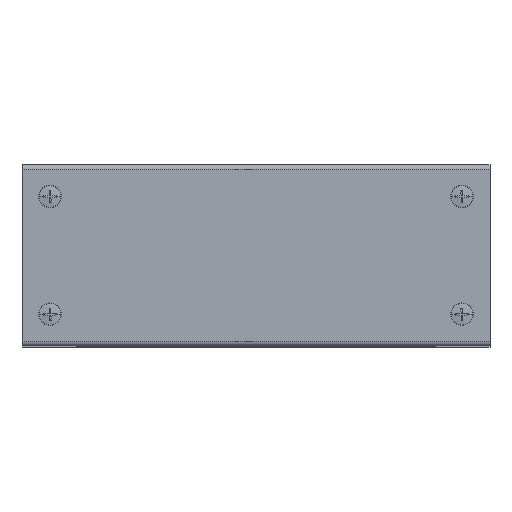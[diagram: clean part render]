
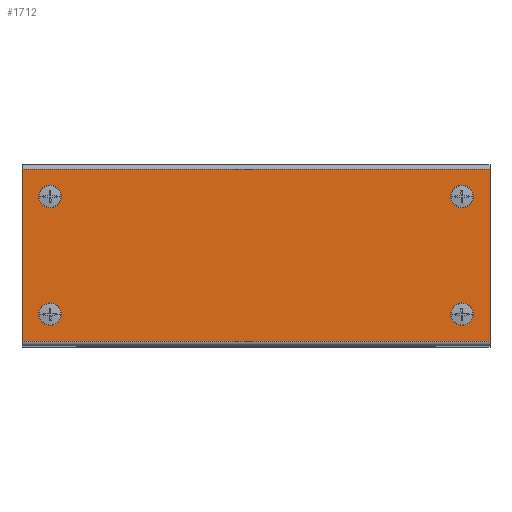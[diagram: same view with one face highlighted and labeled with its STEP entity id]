
A CAD part, top view. The second image highlights one B-rep face of the part: STEP entity #1712.
In plain terms, the highlighted planar face has unit normal (0, 0, 1).
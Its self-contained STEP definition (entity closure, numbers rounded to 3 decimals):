
#27 = ORIENTED_EDGE ( 'NONE', *, *, #1699, .T. ) ;
#65 = CARTESIAN_POINT ( 'NONE',  ( 247., -17.5, 1.5 ) ) ;
#72 = CARTESIAN_POINT ( 'NONE',  ( 239., -17.5, 1.5 ) ) ;
#78 = ORIENTED_EDGE ( 'NONE', *, *, #383, .F. ) ;
#99 = CARTESIAN_POINT ( 'NONE',  ( 19.5, -17.5, 1.5 ) ) ;
#155 = DIRECTION ( 'NONE',  ( 1., 0., 0. ) ) ;
#172 = CIRCLE ( 'NONE', #2851, 4. ) ;
#287 = CARTESIAN_POINT ( 'NONE',  ( 243., -82.5, 1.5 ) ) ;
#325 = DIRECTION ( 'NONE',  ( 0., 0., 1. ) ) ;
#347 = EDGE_CURVE ( 'NONE', #2285, #3067, #1050, .T. ) ;
#349 = DIRECTION ( 'NONE',  ( 0., -1., 0. ) ) ;
#355 = VERTEX_POINT ( 'NONE', #65 ) ;
#358 = CARTESIAN_POINT ( 'NONE',  ( 243., -17.5, 1.5 ) ) ;
#383 = EDGE_CURVE ( 'NONE', #2401, #2878, #562, .T. ) ;
#391 = EDGE_CURVE ( 'NONE', #395, #2285, #1796, .T. ) ;
#395 = VERTEX_POINT ( 'NONE', #2073 ) ;
#406 = DIRECTION ( 'NONE',  ( -1., 0., 0. ) ) ;
#409 = ORIENTED_EDGE ( 'NONE', *, *, #2199, .F. ) ;
#417 = FACE_BOUND ( 'NONE', #2178, .T. ) ;
#439 = EDGE_CURVE ( 'NONE', #2039, #515, #853, .T. ) ;
#448 = LINE ( 'NONE', #2630, #1827 ) ;
#464 = FACE_BOUND ( 'NONE', #2246, .T. ) ;
#505 = VERTEX_POINT ( 'NONE', #72 ) ;
#515 = VERTEX_POINT ( 'NONE', #2993 ) ;
#541 = DIRECTION ( 'NONE',  ( 0., 0., 1. ) ) ;
#556 = EDGE_LOOP ( 'NONE', ( #1581, #2658, #2881, #27 ) ) ;
#562 = CIRCLE ( 'NONE', #1259, 4. ) ;
#564 = CARTESIAN_POINT ( 'NONE',  ( 0., -97.5, 1.5 ) ) ;
#573 = DIRECTION ( 'NONE',  ( 1., 0., 0. ) ) ;
#613 = DIRECTION ( 'NONE',  ( 0., 1., 0. ) ) ;
#622 = CARTESIAN_POINT ( 'NONE',  ( 11.5, -17.5, 1.5 ) ) ;
#624 = EDGE_CURVE ( 'NONE', #1845, #1839, #2142, .T. ) ;
#652 = CARTESIAN_POINT ( 'NONE',  ( 0., -97.5, 1.5 ) ) ;
#755 = CARTESIAN_POINT ( 'NONE',  ( 11.5, -82.5, 1.5 ) ) ;
#779 = EDGE_CURVE ( 'NONE', #3067, #2381, #1882, .T. ) ;
#812 = ORIENTED_EDGE ( 'NONE', *, *, #1616, .F. ) ;
#820 = DIRECTION ( 'NONE',  ( 0., 0., 1. ) ) ;
#842 = AXIS2_PLACEMENT_3D ( 'NONE', #2989, #541, #3026 ) ;
#845 = AXIS2_PLACEMENT_3D ( 'NONE', #358, #2096, #573 ) ;
#853 = CIRCLE ( 'NONE', #2647, 4. ) ;
#899 = CARTESIAN_POINT ( 'NONE',  ( 0., 0., 1.5 ) ) ;
#908 = VECTOR ( 'NONE', #2015, 1000. ) ;
#935 = CARTESIAN_POINT ( 'NONE',  ( 258.5, -97.5, 1.5 ) ) ;
#964 = CARTESIAN_POINT ( 'NONE',  ( 239., -82.5, 1.5 ) ) ;
#1011 = DIRECTION ( 'NONE',  ( 0., 0., 1. ) ) ;
#1050 = LINE ( 'NONE', #564, #908 ) ;
#1070 = VECTOR ( 'NONE', #349, 1000. ) ;
#1082 = CARTESIAN_POINT ( 'NONE',  ( 15.5, -82.5, 1.5 ) ) ;
#1130 = EDGE_CURVE ( 'NONE', #515, #2039, #2234, .T. ) ;
#1170 = ORIENTED_EDGE ( 'NONE', *, *, #439, .F. ) ;
#1259 = AXIS2_PLACEMENT_3D ( 'NONE', #2294, #1530, #1542 ) ;
#1440 = FACE_OUTER_BOUND ( 'NONE', #556, .T. ) ;
#1478 = CARTESIAN_POINT ( 'NONE',  ( 247., -82.5, 1.5 ) ) ;
#1530 = DIRECTION ( 'NONE',  ( 0., 0., 1. ) ) ;
#1541 = EDGE_CURVE ( 'NONE', #355, #505, #2236, .T. ) ;
#1542 = DIRECTION ( 'NONE',  ( -1., 0., 0. ) ) ;
#1549 = CARTESIAN_POINT ( 'NONE',  ( 243., -17.5, 1.5 ) ) ;
#1581 = ORIENTED_EDGE ( 'NONE', *, *, #391, .T. ) ;
#1616 = EDGE_CURVE ( 'NONE', #505, #355, #2385, .T. ) ;
#1644 = FACE_BOUND ( 'NONE', #2486, .T. ) ;
#1662 = AXIS2_PLACEMENT_3D ( 'NONE', #1549, #325, #2784 ) ;
#1699 = EDGE_CURVE ( 'NONE', #2381, #395, #448, .T. ) ;
#1705 = EDGE_LOOP ( 'NONE', ( #2554, #3125 ) ) ;
#1712 = ADVANCED_FACE ( 'NONE', ( #464, #1644, #2124, #417, #1440 ), #2908, .T. ) ;
#1714 = VECTOR ( 'NONE', #613, 1000. ) ;
#1738 = CARTESIAN_POINT ( 'NONE',  ( 15.5, -17.5, 1.5 ) ) ;
#1796 = LINE ( 'NONE', #2777, #1070 ) ;
#1802 = EDGE_CURVE ( 'NONE', #1839, #1845, #172, .T. ) ;
#1827 = VECTOR ( 'NONE', #406, 1000. ) ;
#1832 = CARTESIAN_POINT ( 'NONE',  ( 258.5, 0., 1.5 ) ) ;
#1839 = VERTEX_POINT ( 'NONE', #1478 ) ;
#1845 = VERTEX_POINT ( 'NONE', #964 ) ;
#1882 = LINE ( 'NONE', #1832, #1714 ) ;
#2003 = AXIS2_PLACEMENT_3D ( 'NONE', #287, #1011, #2237 ) ;
#2015 = DIRECTION ( 'NONE',  ( 1., 0., 0. ) ) ;
#2039 = VERTEX_POINT ( 'NONE', #755 ) ;
#2053 = DIRECTION ( 'NONE',  ( -1., 0., 0. ) ) ;
#2073 = CARTESIAN_POINT ( 'NONE',  ( 0., -2.5, 1.5 ) ) ;
#2096 = DIRECTION ( 'NONE',  ( 0., 0., 1. ) ) ;
#2114 = CARTESIAN_POINT ( 'NONE',  ( 243., -82.5, 1.5 ) ) ;
#2124 = FACE_BOUND ( 'NONE', #1705, .T. ) ;
#2137 = DIRECTION ( 'NONE',  ( 0., 0., 1. ) ) ;
#2142 = CIRCLE ( 'NONE', #2003, 4. ) ;
#2178 = EDGE_LOOP ( 'NONE', ( #2991, #812 ) ) ;
#2199 = EDGE_CURVE ( 'NONE', #2878, #2401, #3115, .T. ) ;
#2234 = CIRCLE ( 'NONE', #842, 4. ) ;
#2236 = CIRCLE ( 'NONE', #845, 4. ) ;
#2237 = DIRECTION ( 'NONE',  ( -1., 0., 0. ) ) ;
#2246 = EDGE_LOOP ( 'NONE', ( #2474, #1170 ) ) ;
#2251 = DIRECTION ( 'NONE',  ( 1., 0., 0. ) ) ;
#2285 = VERTEX_POINT ( 'NONE', #652 ) ;
#2294 = CARTESIAN_POINT ( 'NONE',  ( 15.5, -17.5, 1.5 ) ) ;
#2381 = VERTEX_POINT ( 'NONE', #2583 ) ;
#2385 = CIRCLE ( 'NONE', #1662, 4. ) ;
#2389 = AXIS2_PLACEMENT_3D ( 'NONE', #1738, #820, #2053 ) ;
#2401 = VERTEX_POINT ( 'NONE', #99 ) ;
#2411 = DIRECTION ( 'NONE',  ( -1., 0., 0. ) ) ;
#2474 = ORIENTED_EDGE ( 'NONE', *, *, #1130, .F. ) ;
#2486 = EDGE_LOOP ( 'NONE', ( #78, #409 ) ) ;
#2534 = DIRECTION ( 'NONE',  ( 0., 0., 1. ) ) ;
#2554 = ORIENTED_EDGE ( 'NONE', *, *, #1802, .F. ) ;
#2583 = CARTESIAN_POINT ( 'NONE',  ( 258.5, -2.5, 1.5 ) ) ;
#2630 = CARTESIAN_POINT ( 'NONE',  ( 258.5, -2.5, 1.5 ) ) ;
#2647 = AXIS2_PLACEMENT_3D ( 'NONE', #1082, #2534, #2251 ) ;
#2658 = ORIENTED_EDGE ( 'NONE', *, *, #347, .T. ) ;
#2777 = CARTESIAN_POINT ( 'NONE',  ( 0., 0., 1.5 ) ) ;
#2784 = DIRECTION ( 'NONE',  ( 1., 0., 0. ) ) ;
#2851 = AXIS2_PLACEMENT_3D ( 'NONE', #2114, #2888, #2411 ) ;
#2878 = VERTEX_POINT ( 'NONE', #622 ) ;
#2881 = ORIENTED_EDGE ( 'NONE', *, *, #779, .T. ) ;
#2888 = DIRECTION ( 'NONE',  ( 0., 0., 1. ) ) ;
#2899 = AXIS2_PLACEMENT_3D ( 'NONE', #899, #2137, #155 ) ;
#2908 = PLANE ( 'NONE',  #2899 ) ;
#2989 = CARTESIAN_POINT ( 'NONE',  ( 15.5, -82.5, 1.5 ) ) ;
#2991 = ORIENTED_EDGE ( 'NONE', *, *, #1541, .F. ) ;
#2993 = CARTESIAN_POINT ( 'NONE',  ( 19.5, -82.5, 1.5 ) ) ;
#3026 = DIRECTION ( 'NONE',  ( 1., 0., 0. ) ) ;
#3067 = VERTEX_POINT ( 'NONE', #935 ) ;
#3115 = CIRCLE ( 'NONE', #2389, 4. ) ;
#3125 = ORIENTED_EDGE ( 'NONE', *, *, #624, .F. ) ;
